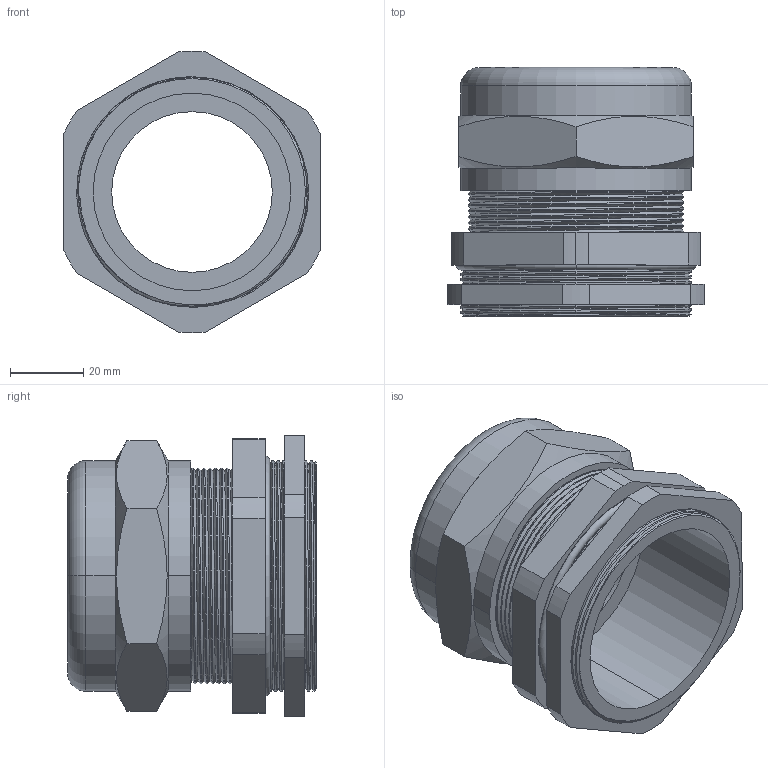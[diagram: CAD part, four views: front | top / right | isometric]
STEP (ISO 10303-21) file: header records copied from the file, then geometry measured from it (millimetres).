
FILE_DESCRIPTION (( 'STEP AP203' ), '1' );
FILE_NAME ('BMBCX-E7.step', '2016-02-11T13:25:13', ( '' ), ( '' ), 'SwSTEP 2.0', 'SolidWorks 2015', '' );
FILE_SCHEMA (( 'CONFIG_CONTROL_DESIGN' ));
Length unit declared in the file: millimetre
Products named in the file (1): BMBCX-E7
Bounding box: 70 x 68 x 76.98 mm (x, y, z)
Volume: 88593.9 mm3; surface area: 67202.9 mm2
Topology: 6 solids, 6 shells, 284 faces, 796 edges, 526 vertices
Faces by surface type: plane 134, cylinder 119, torus 12, bspline 10, cone 9
Entity records: 16335 total; most frequent: CARTESIAN_POINT 9363, ORIENTED_EDGE 1592, DIRECTION 1338, EDGE_CURVE 796, VERTEX_POINT 526, AXIS2_PLACEMENT_3D 483, LINE 372, VECTOR 372
